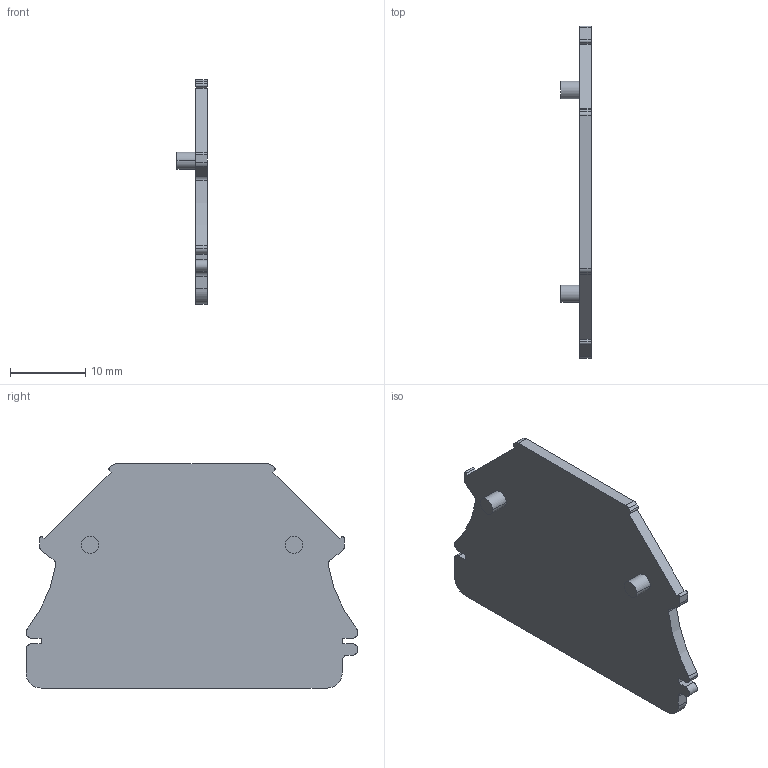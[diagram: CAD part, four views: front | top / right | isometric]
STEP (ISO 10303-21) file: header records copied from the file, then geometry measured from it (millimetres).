
FILE_DESCRIPTION(('CATIA V5 STEP Exchange','CAx-IF Rec.Pracs.--- Model Styling and Organization---1.4--- 2014-01-23'),'2;1');
FILE_NAME ('D1447921_0', '2020-01-27T13:27:40+00:00', ('none'), ('Weidmueller'), 'CATIA Version 5-6 Release 2016 SP3 HF44', 'CATIA V5 STEP AP214', 'none');
FILE_SCHEMA(('AUTOMOTIVE_DESIGN { 1 0 10303 214 1 1 1 1 }'));
Length unit declared in the file: millimetre
Products named in the file (1): 1060090000_WAP_WDU2-5N-4N_GE
Bounding box: 4 x 44 x 29.7 mm (x, y, z)
Volume: 1651.6 mm3; surface area: 2423.9 mm2
Topology: 1 solids, 1 shells, 53 faces, 147 edges, 98 vertices
Faces by surface type: plane 28, cylinder 25
Entity records: 1647 total; most frequent: ORIENTED_EDGE 294, CARTESIAN_POINT 292, DIRECTION 239, EDGE_CURVE 147, VERTEX_POINT 98, AXIS2_PLACEMENT_3D 97, VECTOR 97, LINE 97
